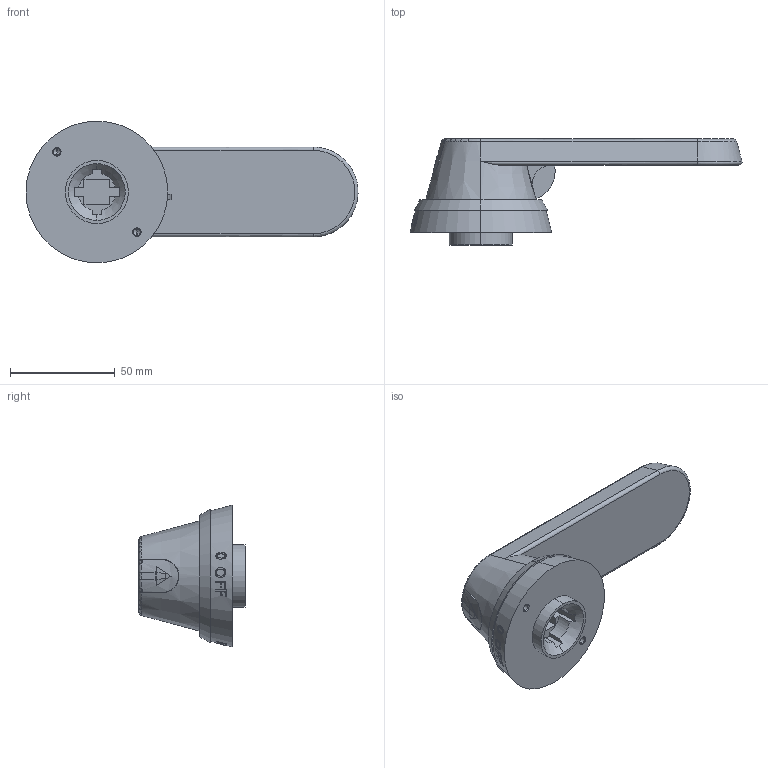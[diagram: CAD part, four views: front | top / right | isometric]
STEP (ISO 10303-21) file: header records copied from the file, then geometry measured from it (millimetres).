
FILE_DESCRIPTION (( 'STEP AP203' ), '1' );
FILE_NAME ('Ðóêîÿòêà äëÿ óïðàâëåíèÿ ÷åðåç äâåðü ðóáèëüíèêàìè TwinBlock 630-800A (tb-630-800-dh).STEP', '2018-09-04T05:50:25', ( '' ), ( '' ), 'SwSTEP 2.0', 'SolidWorks 2017', '' );
FILE_SCHEMA (( 'CONFIG_CONTROL_DESIGN' ));
Length unit declared in the file: millimetre
Products named in the file (1): Ðóêîÿòêà äëÿ óïðàâëåíèÿ ÷åðåç äâåðü ðóáèëüíèêàìè TwinBlock 630-800A (tb-630-800-dh)
Bounding box: 158.11 x 50.5 x 67.5 mm (x, y, z)
Volume: 143240.1 mm3; surface area: 27418.8 mm2
Topology: 3 solids, 3 shells, 190 faces, 500 edges, 326 vertices
Faces by surface type: bspline 80, plane 47, cone 30, cylinder 19, torus 14
Entity records: 14277 total; most frequent: CARTESIAN_POINT 10227, ORIENTED_EDGE 992, DIRECTION 540, EDGE_CURVE 496, VERTEX_POINT 326, B_SPLINE_CURVE_WITH_KNOTS 271, EDGE_LOOP 204, AXIS2_PLACEMENT_3D 204
